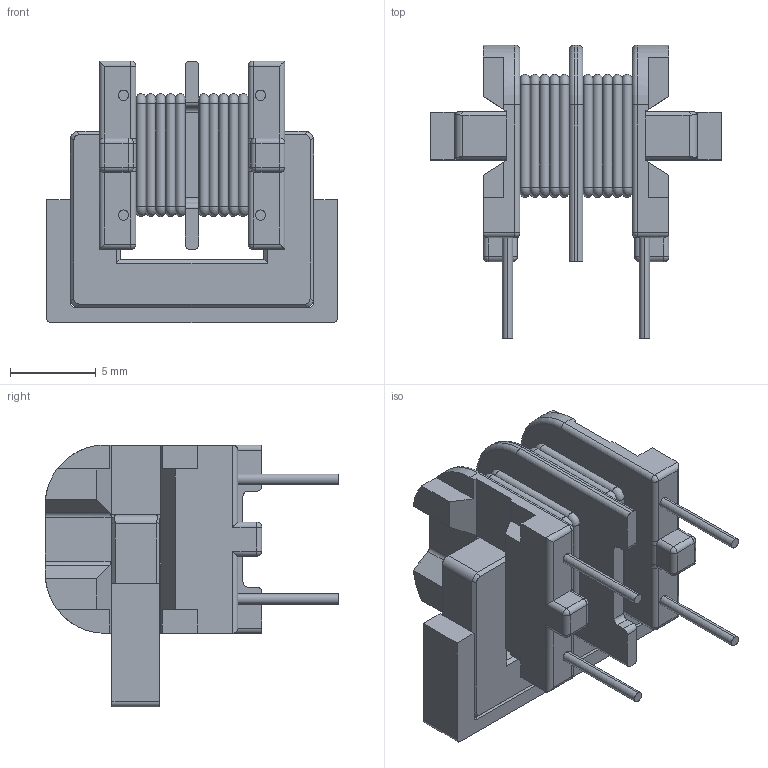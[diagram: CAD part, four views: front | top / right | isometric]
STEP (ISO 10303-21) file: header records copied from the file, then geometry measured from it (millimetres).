
FILE_DESCRIPTION (( 'STEP AP214' ), '1' );
FILE_NAME ('SU9H(MAX-LOGO).STEP', '2018-11-06T04:47:02', ( '' ), ( '' ), 'SwSTEP 2.0', 'SolidWorks 2018', '' );
FILE_SCHEMA (( 'AUTOMOTIVE_DESIGN' ));
Length unit declared in the file: millimetre
Products named in the file (1): SU9H(MAX-LOGO)
Bounding box: 17 x 17.15 x 15.3 mm (x, y, z)
Volume: 1060.3 mm3; surface area: 1665.7 mm2
Topology: 1 solids, 9 shells, 404 faces, 989 edges, 599 vertices
Faces by surface type: plane 213, cylinder 127, torus 48, sphere 12, bspline 4
Entity records: 16116 total; most frequent: CARTESIAN_POINT 2210, DIRECTION 2003, ORIENTED_EDGE 1954, EDGE_CURVE 977, AXIS2_PLACEMENT_3D 676, VECTOR 651, LINE 651, VERTEX_POINT 599
